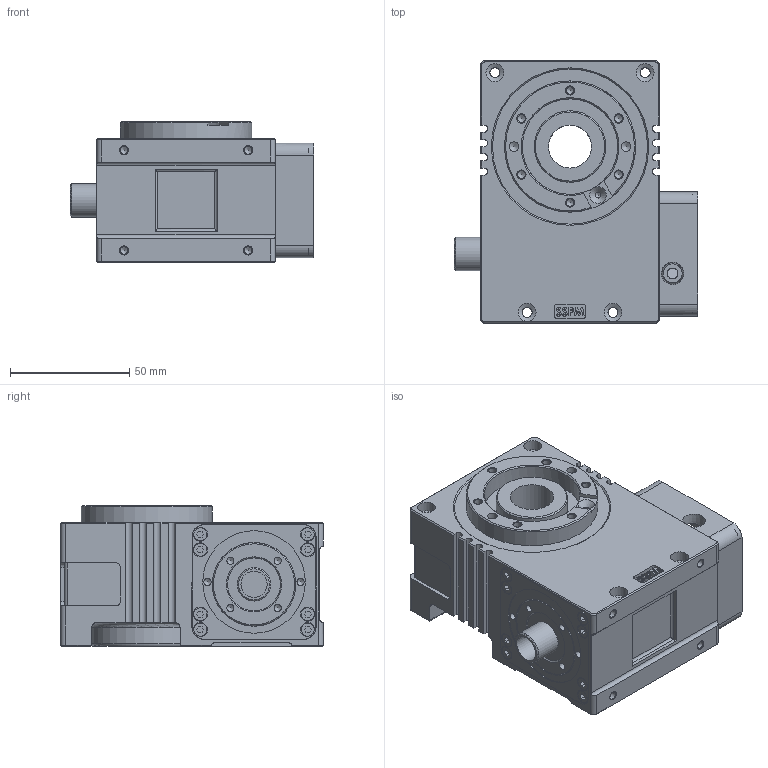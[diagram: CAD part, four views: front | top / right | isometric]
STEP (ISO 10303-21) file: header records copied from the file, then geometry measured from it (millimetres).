
FILE_DESCRIPTION(/* description */ ('Unknown'),/* implementation_level */ '2;1');
FILE_NAME(/* name */ 'RT075-空心軸-標準外型(240222)',/* time_stamp */ '2025-06-23T13:51:39+08:00',/* author */ ('Unknown'),/* organization */ ('Unknown'),/* preprocessor_version */ 'ST-DEVELOPER v19.4',/* originating_system */ 'Solid Edge',/* authorisation */ 'Unknown');
FILE_SCHEMA (('AUTOMOTIVE_DESIGN {1 0 10303 214 3 1 1}'));
Length unit declared in the file: millimetre
Products named in the file (1): RT075-空心軸-標準外型(2
Bounding box: 102 x 110 x 59 mm (x, y, z)
Volume: 411757.6 mm3; surface area: 68699.8 mm2
Topology: 1 solids, 1 shells, 804 faces, 1982 edges, 1298 vertices
Faces by surface type: plane 466, cylinder 225, cone 79, bspline 32, torus 2
Full cylindrical faces by diameter (mm): 2.459 x3, 3 x8, 3.242 x18, 4 x5, 4.134 x8, 4.2 x4, 4.5 x2, 5.5 x28, 6 x20, 6.004 x8, 7.5 x9, 8 x2, 9.8 x1, 10 x1, 11 x2, 14 x2, 18 x1, 30 x2, 35.1 x2, 38 x1, 40 x1, 43 x2, 55 x1
Entity records: 29463 total; most frequent: CARTESIAN_POINT 5831, DIRECTION 3625, ORIENTED_EDGE 3390, EDGE_CURVE 1695, AXIS2_PLACEMENT_3D 1270, VERTEX_POINT 1247, FACE_BOUND 1182, EDGE_LOOP 1147
